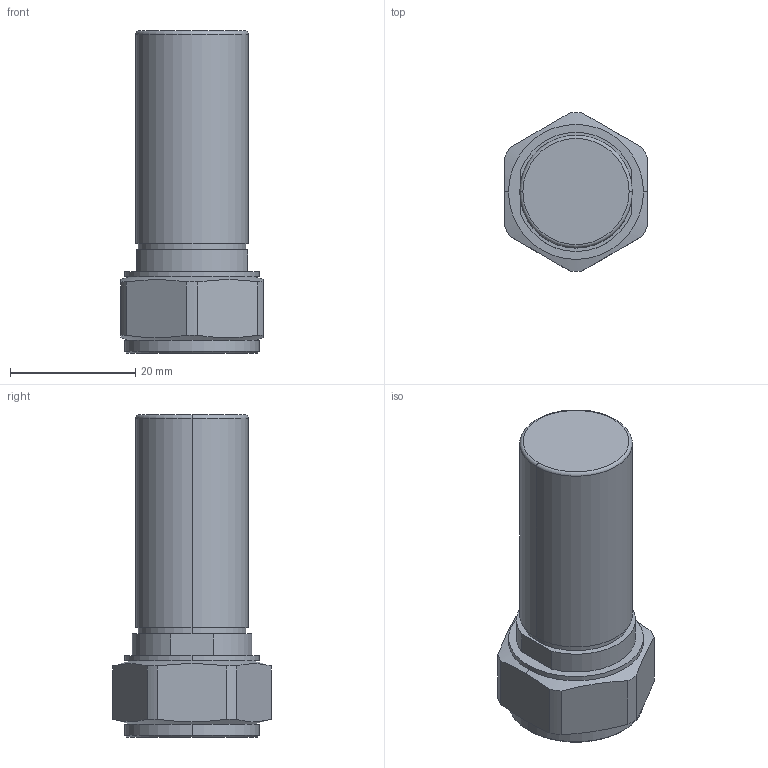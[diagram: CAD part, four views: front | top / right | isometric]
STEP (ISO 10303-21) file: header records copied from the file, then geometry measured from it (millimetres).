
FILE_DESCRIPTION (( 'STEP AP214' ), '1' );
FILE_NAME ('FMTR1121_3D.STEP', '2021-08-09T19:01:04', ( '' ), ( '' ), 'SwSTEP 2.0', 'SolidWorks 2021', '' );
FILE_SCHEMA (( 'AUTOMOTIVE_DESIGN' ));
Length unit declared in the file: inch
Products named in the file (1): FMTR1121_3D
Bounding box: 22.86 x 25.39 x 51.5 mm (x, y, z)
Volume: 13329.5 mm3; surface area: 4736.8 mm2
Topology: 1 solids, 1 shells, 47 faces, 108 edges, 70 vertices
Faces by surface type: cylinder 20, plane 17, cone 8, torus 2
Entity records: 1418 total; most frequent: CARTESIAN_POINT 290, DIRECTION 240, ORIENTED_EDGE 216, EDGE_CURVE 108, AXIS2_PLACEMENT_3D 100, VERTEX_POINT 70, EDGE_LOOP 54, CIRCLE 52
